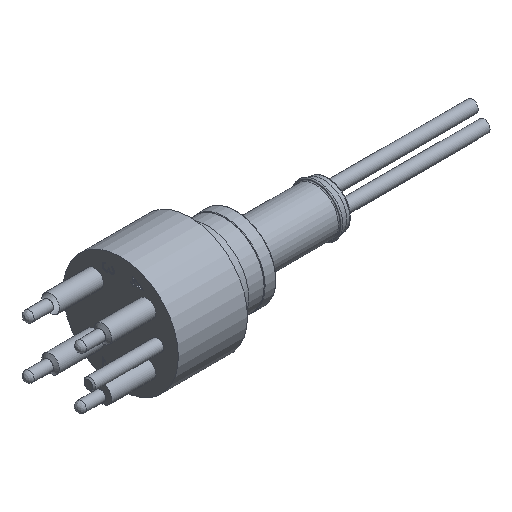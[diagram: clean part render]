
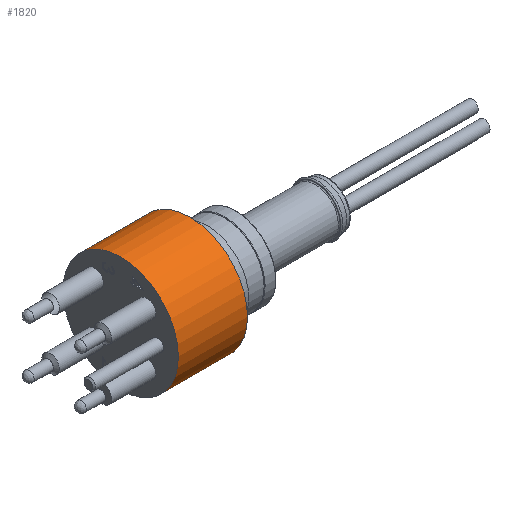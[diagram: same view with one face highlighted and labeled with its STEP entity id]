
A CAD part, isometric view. The second image highlights one B-rep face of the part: STEP entity #1820.
In plain terms, the highlighted cylindrical face has radius 15.875 mm (diameter 31.75 mm), a full revolution.
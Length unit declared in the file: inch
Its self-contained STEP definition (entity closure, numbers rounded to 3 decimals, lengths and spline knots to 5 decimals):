
#83=CYLINDRICAL_SURFACE('',#1958,0.625);
#204=LINE('',#2990,#333);
#333=VECTOR('',#2176,0.625);
#441=FACE_OUTER_BOUND('',#553,.T.);
#553=EDGE_LOOP('',(#1277,#1278,#1279,#1280,#1281,#1282));
#665=CIRCLE('',#1946,0.625);
#666=CIRCLE('',#1947,0.625);
#677=CIRCLE('',#1959,0.625);
#678=CIRCLE('',#1960,0.625);
#752=VERTEX_POINT('',#2579);
#753=VERTEX_POINT('',#2580);
#809=VERTEX_POINT('',#2986);
#810=VERTEX_POINT('',#2987);
#945=EDGE_CURVE('',#752,#753,#665,.T.);
#946=EDGE_CURVE('',#753,#752,#666,.T.);
#1002=EDGE_CURVE('',#809,#810,#677,.T.);
#1003=EDGE_CURVE('',#810,#809,#678,.T.);
#1004=EDGE_CURVE('',#810,#753,#204,.T.);
#1277=ORIENTED_EDGE('',*,*,#1002,.F.);
#1278=ORIENTED_EDGE('',*,*,#1003,.F.);
#1279=ORIENTED_EDGE('',*,*,#1004,.T.);
#1280=ORIENTED_EDGE('',*,*,#946,.T.);
#1281=ORIENTED_EDGE('',*,*,#945,.T.);
#1282=ORIENTED_EDGE('',*,*,#1004,.F.);
#1820=ADVANCED_FACE('',(#441),#83,.T.);
#1946=AXIS2_PLACEMENT_3D('',#2581,#2121,#2122);
#1947=AXIS2_PLACEMENT_3D('',#2582,#2123,#2124);
#1958=AXIS2_PLACEMENT_3D('',#2985,#2170,#2171);
#1959=AXIS2_PLACEMENT_3D('',#2988,#2172,#2173);
#1960=AXIS2_PLACEMENT_3D('',#2989,#2174,#2175);
#2121=DIRECTION('center_axis',(1.,0.,0.));
#2122=DIRECTION('ref_axis',(0.,0.,1.));
#2123=DIRECTION('center_axis',(1.,0.,0.));
#2124=DIRECTION('ref_axis',(0.,0.,1.));
#2170=DIRECTION('center_axis',(1.,0.,0.));
#2171=DIRECTION('ref_axis',(0.,0.,1.));
#2172=DIRECTION('center_axis',(1.,0.,0.));
#2173=DIRECTION('ref_axis',(0.,0.,1.));
#2174=DIRECTION('center_axis',(1.,0.,0.));
#2175=DIRECTION('ref_axis',(0.,0.,1.));
#2176=DIRECTION('',(-1.,0.,0.));
#2579=CARTESIAN_POINT('',(0.,0.,0.625));
#2580=CARTESIAN_POINT('',(0.,0.,-0.625));
#2581=CARTESIAN_POINT('Origin',(0.,0.,0.));
#2582=CARTESIAN_POINT('Origin',(0.,0.,0.));
#2985=CARTESIAN_POINT('Origin',(1.125,0.,0.));
#2986=CARTESIAN_POINT('',(0.75,0.,0.625));
#2987=CARTESIAN_POINT('',(0.75,0.,-0.625));
#2988=CARTESIAN_POINT('Origin',(0.75,0.,0.));
#2989=CARTESIAN_POINT('Origin',(0.75,0.,0.));
#2990=CARTESIAN_POINT('',(1.125,0.,-0.625));
